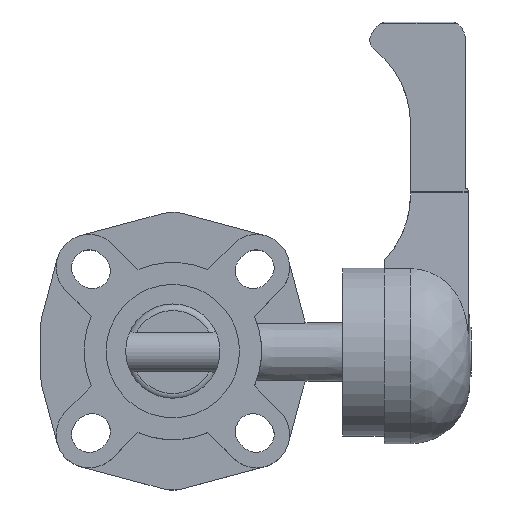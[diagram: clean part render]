
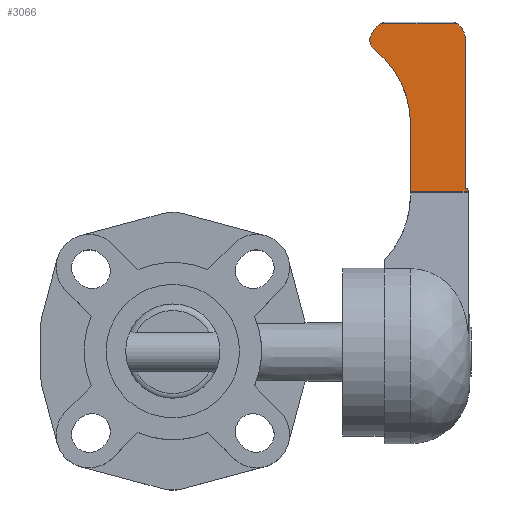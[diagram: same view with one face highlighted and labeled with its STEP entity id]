
A CAD part, top view. The second image highlights one B-rep face of the part: STEP entity #3066.
In plain terms, the highlighted face is planar.
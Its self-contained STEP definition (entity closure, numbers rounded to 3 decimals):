
#217=FACE_OUTER_BOUND($,#391,.T.);
#391=EDGE_LOOP($,(#2306,#2307,#2308,#2309,#2310,#2311,#2312,#2313,#2314,
#2315,#2316,#2317,#2318));
#570=CIRCLE($,#3297,10.);
#571=CIRCLE($,#3298,15.);
#572=CIRCLE($,#3299,6.584);
#573=CIRCLE($,#3300,50.);
#574=CIRCLE($,#3301,1.);
#575=CIRCLE($,#3302,10.);
#576=CIRCLE($,#3303,0.894);
#778=LINE($,#4854,#1057);
#785=LINE($,#4920,#1064);
#787=LINE($,#4935,#1066);
#788=LINE($,#4936,#1067);
#789=LINE($,#4940,#1068);
#790=LINE($,#4942,#1069);
#1057=VECTOR($,#3835,0.46);
#1064=VECTOR($,#3850,40.622);
#1066=VECTOR($,#3866,35.783);
#1067=VECTOR($,#3867,30.49);
#1068=VECTOR($,#3870,0.5);
#1069=VECTOR($,#3871,79.239);
#1339=VERTEX_POINT($,#4851);
#1340=VERTEX_POINT($,#4853);
#1348=VERTEX_POINT($,#4896);
#1349=VERTEX_POINT($,#4907);
#1351=VERTEX_POINT($,#4926);
#1352=VERTEX_POINT($,#4928);
#1353=VERTEX_POINT($,#4930);
#1354=VERTEX_POINT($,#4932);
#1355=VERTEX_POINT($,#4934);
#1356=VERTEX_POINT($,#4937);
#1357=VERTEX_POINT($,#4939);
#1358=VERTEX_POINT($,#4941);
#1359=VERTEX_POINT($,#4943);
#1693=EDGE_CURVE($,#1339,#1340,#778,.T.);
#1705=EDGE_CURVE($,#1349,#1348,#785,.T.);
#1708=EDGE_CURVE($,#1348,#1351,#570,.T.);
#1709=EDGE_CURVE($,#1352,#1349,#571,.T.);
#1710=EDGE_CURVE($,#1353,#1352,#572,.T.);
#1711=EDGE_CURVE($,#1354,#1353,#573,.T.);
#1712=EDGE_CURVE($,#1355,#1354,#787,.T.);
#1713=EDGE_CURVE($,#1355,#1340,#788,.T.);
#1714=EDGE_CURVE($,#1356,#1339,#574,.T.);
#1715=EDGE_CURVE($,#1357,#1356,#789,.T.);
#1716=EDGE_CURVE($,#1358,#1357,#790,.T.);
#1717=EDGE_CURVE($,#1359,#1358,#575,.T.);
#1718=EDGE_CURVE($,#1351,#1359,#576,.T.);
#2306=ORIENTED_EDGE($,*,*,#1708,.F.);
#2307=ORIENTED_EDGE($,*,*,#1705,.F.);
#2308=ORIENTED_EDGE($,*,*,#1709,.F.);
#2309=ORIENTED_EDGE($,*,*,#1710,.F.);
#2310=ORIENTED_EDGE($,*,*,#1711,.F.);
#2311=ORIENTED_EDGE($,*,*,#1712,.F.);
#2312=ORIENTED_EDGE($,*,*,#1713,.T.);
#2313=ORIENTED_EDGE($,*,*,#1693,.F.);
#2314=ORIENTED_EDGE($,*,*,#1714,.F.);
#2315=ORIENTED_EDGE($,*,*,#1715,.F.);
#2316=ORIENTED_EDGE($,*,*,#1716,.F.);
#2317=ORIENTED_EDGE($,*,*,#1717,.F.);
#2318=ORIENTED_EDGE($,*,*,#1718,.F.);
#2928=PLANE($,#3296);
#3066=ADVANCED_FACE($,(#217),#2928,.F.);
#3296=AXIS2_PLACEMENT_3D($,#4925,#3856,#3857);
#3297=AXIS2_PLACEMENT_3D($,#4927,#3858,#3859);
#3298=AXIS2_PLACEMENT_3D($,#4929,#3860,#3861);
#3299=AXIS2_PLACEMENT_3D($,#4931,#3862,#3863);
#3300=AXIS2_PLACEMENT_3D($,#4933,#3864,#3865);
#3301=AXIS2_PLACEMENT_3D($,#4938,#3868,#3869);
#3302=AXIS2_PLACEMENT_3D($,#4944,#3872,#3873);
#3303=AXIS2_PLACEMENT_3D($,#4945,#3874,#3875);
#3835=DIRECTION($,(-1.,0.,0.));
#3850=DIRECTION($,(0.,0.,1.));
#3856=DIRECTION('center_axis',(0.,-1.,0.));
#3857=DIRECTION('ref_axis',(0.,0.,-1.));
#3858=DIRECTION('center_axis',(0.,-1.,0.));
#3859=DIRECTION('ref_axis',(-1.,0.,0.));
#3860=DIRECTION('center_axis',(0.,-1.,0.));
#3861=DIRECTION('ref_axis',(-1.,0.,0.));
#3862=DIRECTION('center_axis',(0.,-1.,0.));
#3863=DIRECTION('ref_axis',(-1.,0.,0.));
#3864=DIRECTION('center_axis',(0.,1.,0.));
#3865=DIRECTION('ref_axis',(-1.,0.,0.));
#3866=DIRECTION($,(1.,0.,0.));
#3867=DIRECTION($,(0.,0.,1.));
#3868=DIRECTION('center_axis',(0.,-1.,0.));
#3869=DIRECTION('ref_axis',(-1.,0.,0.));
#3870=DIRECTION($,(0.,0.,1.));
#3871=DIRECTION($,(-1.,0.,0.));
#3872=DIRECTION('center_axis',(0.,-1.,0.));
#3873=DIRECTION('ref_axis',(-1.,0.,0.));
#3874=DIRECTION('center_axis',(0.,-1.,0.));
#3875=DIRECTION('ref_axis',(-1.,0.,0.));
#4851=CARTESIAN_POINT('',(85.6,16.026,44.49));
#4853=CARTESIAN_POINT('',(85.14,16.026,44.49));
#4854=CARTESIAN_POINT($,(85.6,16.026,44.49));
#4896=CARTESIAN_POINT('',(173.964,16.026,38.819));
#4907=CARTESIAN_POINT('',(173.964,16.026,-1.803));
#4920=CARTESIAN_POINT($,(173.964,16.026,-1.803));
#4925=CARTESIAN_POINT('Origin',(173.964,16.026,-20.));
#4926=CARTESIAN_POINT('',(172.026,16.026,40.847));
#4927=CARTESIAN_POINT('Origin',(165.839,16.026,32.99));
#4928=CARTESIAN_POINT('',(168.389,16.026,-6.857));
#4929=CARTESIAN_POINT('Origin',(161.424,16.026,6.428));
#4930=CARTESIAN_POINT('',(160.176,16.026,-5.029));
#4931=CARTESIAN_POINT('Origin',(165.383,16.026,-1.));
#4932=CARTESIAN_POINT('',(120.923,16.026,14.));
#4933=CARTESIAN_POINT('Origin',(120.923,16.026,-36.));
#4934=CARTESIAN_POINT('',(85.14,16.026,14.));
#4935=CARTESIAN_POINT($,(85.14,16.026,14.));
#4936=CARTESIAN_POINT($,(85.14,16.026,14.));
#4937=CARTESIAN_POINT('',(86.6,16.026,43.49));
#4938=CARTESIAN_POINT('Origin',(85.6,16.026,43.49));
#4939=CARTESIAN_POINT('',(86.6,16.026,42.99));
#4940=CARTESIAN_POINT($,(86.6,16.026,42.99));
#4941=CARTESIAN_POINT('',(165.839,16.026,42.99));
#4942=CARTESIAN_POINT($,(165.839,16.026,42.99));
#4943=CARTESIAN_POINT('',(171.098,16.026,41.495));
#4944=CARTESIAN_POINT('Origin',(165.839,16.026,32.99));
#4945=CARTESIAN_POINT('Origin',(171.165,16.026,40.604));
